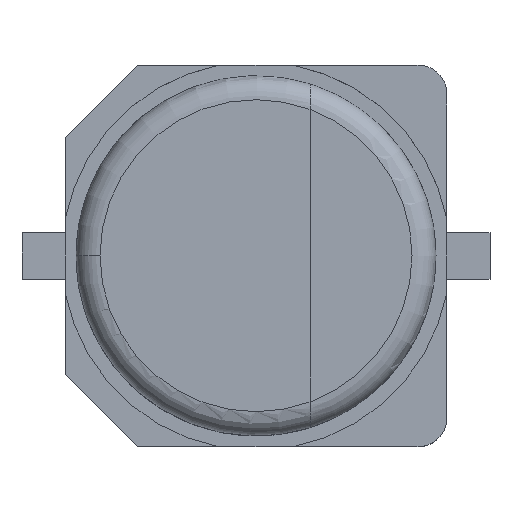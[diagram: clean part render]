
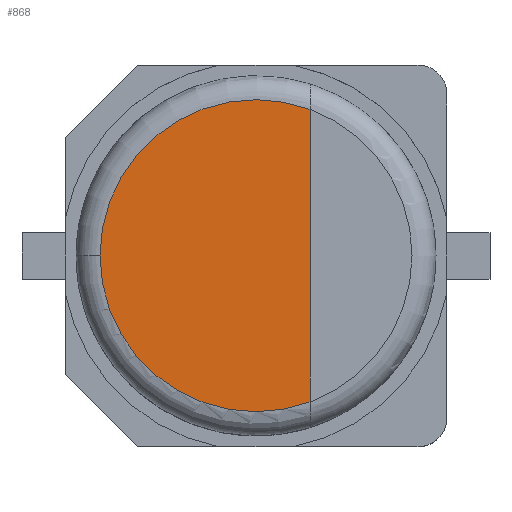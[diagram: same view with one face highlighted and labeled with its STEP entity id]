
A CAD part, top view. The second image highlights one B-rep face of the part: STEP entity #868.
In plain terms, the highlighted planar face has unit normal (0, 0, 1).
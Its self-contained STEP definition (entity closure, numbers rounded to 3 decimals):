
#34=DIRECTION('',(0.,0.,-1.));
#35=DIRECTION('',(-1.,0.,0.));
#124=VECTOR('',#125,1.);
#125=DIRECTION('',(0.,-1.,0.));
#199=DIRECTION('',(-0.,0.,-1.));
#788=VERTEX_POINT('',#789);
#789=CARTESIAN_POINT('',(-2.167,0.,3.));
#797=VERTEX_POINT('',#798);
#798=CARTESIAN_POINT('',(0.75,2.033,3.));
#811=EDGE_CURVE('',#788,#797,#812,.T.);
#812=CIRCLE('',#813,2.167);
#813=AXIS2_PLACEMENT_3D('',#814,#34,#35);
#814=CARTESIAN_POINT('',(0.,0.,3.));
#825=VERTEX_POINT('',#826);
#826=CARTESIAN_POINT('',(0.75,-2.033,3.));
#846=EDGE_CURVE('',#825,#788,#812,.T.);
#868=ADVANCED_FACE('',(#869),#877,.F.);
#869=FACE_BOUND('',#870,.F.);
#870=EDGE_LOOP('',(#871,#872,#873));
#871=ORIENTED_EDGE('',*,*,#846,.T.);
#872=ORIENTED_EDGE('',*,*,#811,.T.);
#873=ORIENTED_EDGE('',*,*,#874,.T.);
#874=EDGE_CURVE('',#797,#825,#875,.T.);
#875=LINE('',#876,#124);
#876=CARTESIAN_POINT('',(0.75,2.5,3.));
#877=PLANE('',#878);
#878=AXIS2_PLACEMENT_3D('',#814,#199,#35);
